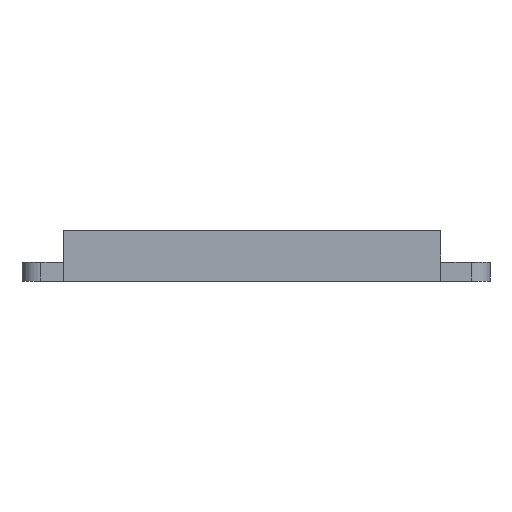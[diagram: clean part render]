
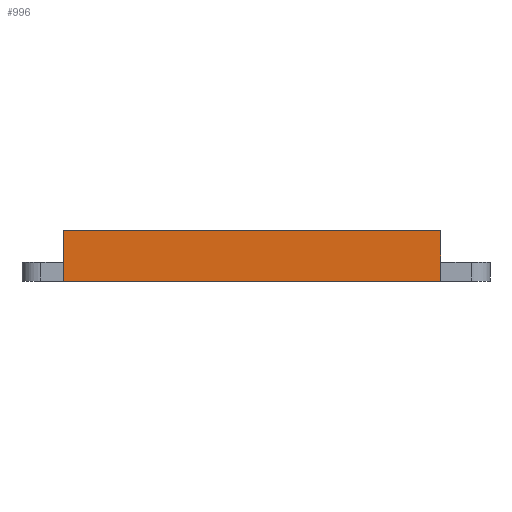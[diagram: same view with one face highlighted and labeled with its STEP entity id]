
A CAD part, front view. The second image highlights one B-rep face of the part: STEP entity #996.
In plain terms, the highlighted planar face has unit normal (0, -1, 0).
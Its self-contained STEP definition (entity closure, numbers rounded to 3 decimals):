
#46=PLANE('',#1084);
#96=FACE_OUTER_BOUND('',#150,.T.);
#150=EDGE_LOOP('',(#845,#846,#847,#848));
#178=LINE('',#1399,#296);
#261=LINE('',#1596,#379);
#267=LINE('',#1615,#385);
#268=LINE('',#1616,#386);
#296=VECTOR('',#1124,10.);
#379=VECTOR('',#1295,10.);
#385=VECTOR('',#1319,10.);
#386=VECTOR('',#1320,10.);
#442=VERTEX_POINT('',#1396);
#443=VERTEX_POINT('',#1398);
#512=VERTEX_POINT('',#1593);
#513=VERTEX_POINT('',#1595);
#537=EDGE_CURVE('',#442,#443,#178,.T.);
#635=EDGE_CURVE('',#512,#513,#261,.T.);
#645=EDGE_CURVE('',#443,#512,#267,.T.);
#646=EDGE_CURVE('',#442,#513,#268,.T.);
#845=ORIENTED_EDGE('',*,*,#645,.F.);
#846=ORIENTED_EDGE('',*,*,#537,.F.);
#847=ORIENTED_EDGE('',*,*,#646,.T.);
#848=ORIENTED_EDGE('',*,*,#635,.F.);
#996=ADVANCED_FACE('',(#96),#46,.T.);
#1084=AXIS2_PLACEMENT_3D('',#1614,#1317,#1318);
#1124=DIRECTION('',(-1.,0.,0.));
#1295=DIRECTION('',(1.,0.,0.));
#1317=DIRECTION('center_axis',(0.,-1.,0.));
#1318=DIRECTION('ref_axis',(-1.,0.,0.));
#1319=DIRECTION('',(0.,0.,1.));
#1320=DIRECTION('',(0.,0.,1.));
#1396=CARTESIAN_POINT('',(92.186,5.744,38.));
#1398=CARTESIAN_POINT('',(32.186,5.744,38.));
#1399=CARTESIAN_POINT('',(100.,5.744,38.));
#1593=CARTESIAN_POINT('',(32.186,5.744,46.));
#1595=CARTESIAN_POINT('',(92.186,5.744,46.));
#1596=CARTESIAN_POINT('',(100.,5.744,46.));
#1614=CARTESIAN_POINT('Origin',(92.186,5.744,41.));
#1615=CARTESIAN_POINT('',(32.186,5.744,38.));
#1616=CARTESIAN_POINT('',(92.186,5.744,38.));
